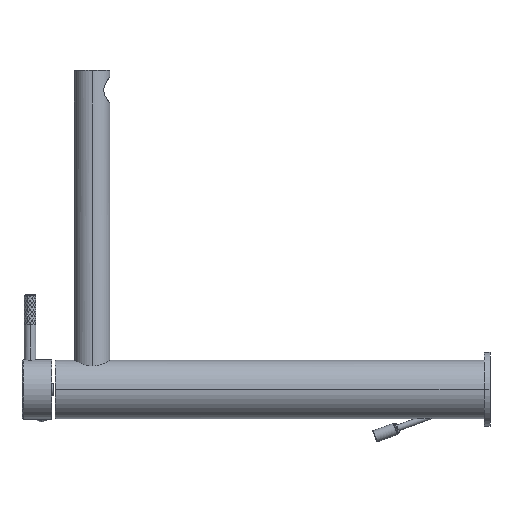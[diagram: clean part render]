
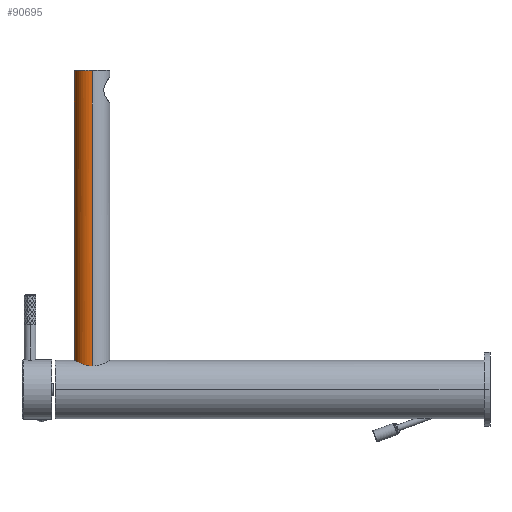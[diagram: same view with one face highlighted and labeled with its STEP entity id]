
A CAD part, left-side view. The second image highlights one B-rep face of the part: STEP entity #90695.
In plain terms, the highlighted cylindrical face has radius 12 mm (diameter 24 mm), a partial arc.
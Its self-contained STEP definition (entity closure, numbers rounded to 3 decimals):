
#33328=DIRECTION('',(0.,0.,1.));
#33329=VECTOR('',#33328,199.7);
#33330=CARTESIAN_POINT('',(-12.,265.,15.686));
#33331=LINE('',#33330,#33329);
#33666=DIRECTION('',(0.,0.,1.));
#33667=VECTOR('',#33666,199.7);
#33668=CARTESIAN_POINT('',(12.,265.,15.686));
#33669=LINE('',#33668,#33667);
#33675=CARTESIAN_POINT('',(12.,265.,15.686));
#33676=CARTESIAN_POINT('',(12.,265.125,15.686));
#33677=CARTESIAN_POINT('',(11.996,265.375,15.689));
#33678=CARTESIAN_POINT('',(11.978,265.751,15.703));
#33679=CARTESIAN_POINT('',(11.949,266.127,15.725));
#33680=CARTESIAN_POINT('',(11.907,266.504,15.757));
#33681=CARTESIAN_POINT('',(11.853,266.883,15.797));
#33682=CARTESIAN_POINT('',(11.787,267.263,15.847));
#33683=CARTESIAN_POINT('',(11.707,267.645,15.906));
#33684=CARTESIAN_POINT('',(11.614,268.028,15.975));
#33685=CARTESIAN_POINT('',(11.507,268.414,16.052));
#33686=CARTESIAN_POINT('',(11.385,268.801,16.139));
#33687=CARTESIAN_POINT('',(11.248,269.189,16.235));
#33688=CARTESIAN_POINT('',(11.095,269.578,16.339));
#33689=CARTESIAN_POINT('',(10.926,269.968,16.453));
#33690=CARTESIAN_POINT('',(10.741,270.356,16.574));
#33691=CARTESIAN_POINT('',(10.539,270.743,16.703));
#33692=CARTESIAN_POINT('',(10.321,271.127,16.839));
#33693=CARTESIAN_POINT('',(10.086,271.507,16.981));
#33694=CARTESIAN_POINT('',(9.835,271.881,17.128));
#33695=CARTESIAN_POINT('',(9.568,272.248,17.279));
#33696=CARTESIAN_POINT('',(9.286,272.605,17.432));
#33697=CARTESIAN_POINT('',(8.99,272.953,17.586));
#33698=CARTESIAN_POINT('',(8.681,273.29,17.741));
#33699=CARTESIAN_POINT('',(8.359,273.613,17.895));
#33700=CARTESIAN_POINT('',(8.027,273.924,18.046));
#33701=CARTESIAN_POINT('',(7.686,274.22,18.195));
#33702=CARTESIAN_POINT('',(7.335,274.501,18.339));
#33703=CARTESIAN_POINT('',(6.977,274.767,18.478));
#33704=CARTESIAN_POINT('',(6.613,275.017,18.611));
#33705=CARTESIAN_POINT('',(6.243,275.251,18.739));
#33706=CARTESIAN_POINT('',(5.868,275.47,18.86));
#33707=CARTESIAN_POINT('',(5.489,275.674,18.973));
#33708=CARTESIAN_POINT('',(5.107,275.862,19.08));
#33709=CARTESIAN_POINT('',(4.721,276.035,19.179));
#33710=CARTESIAN_POINT('',(4.334,276.193,19.27));
#33711=CARTESIAN_POINT('',(3.945,276.336,19.353));
#33712=CARTESIAN_POINT('',(3.554,276.464,19.429));
#33713=CARTESIAN_POINT('',(3.161,276.578,19.497));
#33714=CARTESIAN_POINT('',(2.768,276.679,19.556));
#33715=CARTESIAN_POINT('',(2.374,276.765,19.608));
#33716=CARTESIAN_POINT('',(1.979,276.838,19.652));
#33717=CARTESIAN_POINT('',(1.585,276.897,19.688));
#33718=CARTESIAN_POINT('',(1.189,276.943,19.715));
#33719=CARTESIAN_POINT('',(0.793,276.976,
19.735));
#33720=CARTESIAN_POINT('',(0.396,276.996,
19.747));
#33721=CARTESIAN_POINT('',(0.,277.002,
19.751));
#33722=CARTESIAN_POINT('',(-0.396,276.996,
19.747));
#33723=CARTESIAN_POINT('',(-0.793,276.976,
19.735));
#33724=CARTESIAN_POINT('',(-1.189,276.943,
19.715));
#33725=CARTESIAN_POINT('',(-1.585,276.897,
19.688));
#33726=CARTESIAN_POINT('',(-1.979,276.838,
19.652));
#33727=CARTESIAN_POINT('',(-2.374,276.765,
19.608));
#33728=CARTESIAN_POINT('',(-2.768,276.679,
19.556));
#33729=CARTESIAN_POINT('',(-3.161,276.578,
19.497));
#33730=CARTESIAN_POINT('',(-3.554,276.464,
19.429));
#33731=CARTESIAN_POINT('',(-3.945,276.336,
19.353));
#33732=CARTESIAN_POINT('',(-4.334,276.193,
19.27));
#33733=CARTESIAN_POINT('',(-4.721,276.035,
19.179));
#33734=CARTESIAN_POINT('',(-5.107,275.862,
19.08));
#33735=CARTESIAN_POINT('',(-5.489,275.674,
18.973));
#33736=CARTESIAN_POINT('',(-5.868,275.47,
18.86));
#33737=CARTESIAN_POINT('',(-6.243,275.251,
18.739));
#33738=CARTESIAN_POINT('',(-6.613,275.017,
18.611));
#33739=CARTESIAN_POINT('',(-6.977,274.766,
18.478));
#33740=CARTESIAN_POINT('',(-7.335,274.501,
18.339));
#33741=CARTESIAN_POINT('',(-7.686,274.219,
18.195));
#33742=CARTESIAN_POINT('',(-8.027,273.924,
18.046));
#33743=CARTESIAN_POINT('',(-8.359,273.613,
17.895));
#33744=CARTESIAN_POINT('',(-8.681,273.29,
17.741));
#33745=CARTESIAN_POINT('',(-8.99,272.953,
17.586));
#33746=CARTESIAN_POINT('',(-9.286,272.605,
17.432));
#33747=CARTESIAN_POINT('',(-9.568,272.248,
17.279));
#33748=CARTESIAN_POINT('',(-9.835,271.881,
17.128));
#33749=CARTESIAN_POINT('',(-10.086,271.507,
16.981));
#33750=CARTESIAN_POINT('',(-10.321,271.127,
16.839));
#33751=CARTESIAN_POINT('',(-10.539,270.743,
16.703));
#33752=CARTESIAN_POINT('',(-10.741,270.356,
16.574));
#33753=CARTESIAN_POINT('',(-10.926,269.968,
16.453));
#33754=CARTESIAN_POINT('',(-11.095,269.578,
16.339));
#33755=CARTESIAN_POINT('',(-11.248,269.189,
16.235));
#33756=CARTESIAN_POINT('',(-11.385,268.801,
16.139));
#33757=CARTESIAN_POINT('',(-11.507,268.414,
16.052));
#33758=CARTESIAN_POINT('',(-11.614,268.028,
15.975));
#33759=CARTESIAN_POINT('',(-11.707,267.645,
15.906));
#33760=CARTESIAN_POINT('',(-11.787,267.263,
15.847));
#33761=CARTESIAN_POINT('',(-11.853,266.883,
15.797));
#33762=CARTESIAN_POINT('',(-11.907,266.504,
15.757));
#33763=CARTESIAN_POINT('',(-11.949,266.127,
15.725));
#33764=CARTESIAN_POINT('',(-11.978,265.751,
15.703));
#33765=CARTESIAN_POINT('',(-11.996,265.375,
15.689));
#33766=CARTESIAN_POINT('',(-12.,265.125,15.686));
#33767=CARTESIAN_POINT('',(-12.,265.,15.686));
#41166=CARTESIAN_POINT('',(0.,265.,215.386));
#41167=DIRECTION('',(0.,0.,-1.));
#41168=DIRECTION('',(-1.,0.,0.));
#41169=AXIS2_PLACEMENT_3D('',#41166,#41167,#41168);
#49739=CARTESIAN_POINT('',(12.,265.,215.386));
#49741=VERTEX_POINT('',#49739);
#49743=CARTESIAN_POINT('',(-12.,265.,215.386));
#49744=VERTEX_POINT('',#49743);
#49753=VERTEX_POINT('',#33675);
#49754=VERTEX_POINT('',#33767);
#90682=CARTESIAN_POINT('',(0.,265.,15.686));
#90683=DIRECTION('',(0.,0.,1.));
#90684=DIRECTION('',(1.,0.,0.));
#90685=AXIS2_PLACEMENT_3D('',#90682,#90683,#90684);
#90686=CYLINDRICAL_SURFACE('',#90685,12.);
#90688=ORIENTED_EDGE('',*,*,#90687,.F.);
#90689=ORIENTED_EDGE('',*,*,#90649,.T.);
#90691=ORIENTED_EDGE('',*,*,#90690,.F.);
#90692=ORIENTED_EDGE('',*,*,#90643,.F.);
#90693=EDGE_LOOP('',(#90688,#90689,#90691,#90692));
#90694=FACE_OUTER_BOUND('',#90693,.F.);
#90695=ADVANCED_FACE('',(#90694),#90686,.T.);
#33768=B_SPLINE_CURVE_WITH_KNOTS('',3,(#33675,#33676,#33677,#33678,#33679,
#33680,#33681,#33682,#33683,#33684,#33685,#33686,#33687,#33688,#33689,#33690,
#33691,#33692,#33693,#33694,#33695,#33696,#33697,#33698,#33699,#33700,#33701,
#33702,#33703,#33704,#33705,#33706,#33707,#33708,#33709,#33710,#33711,#33712,
#33713,#33714,#33715,#33716,#33717,#33718,#33719,#33720,#33721,#33722,#33723,
#33724,#33725,#33726,#33727,#33728,#33729,#33730,#33731,#33732,#33733,#33734,
#33735,#33736,#33737,#33738,#33739,#33740,#33741,#33742,#33743,#33744,#33745,
#33746,#33747,#33748,#33749,#33750,#33751,#33752,#33753,#33754,#33755,#33756,
#33757,#33758,#33759,#33760,#33761,#33762,#33763,#33764,#33765,#33766,#33767),
.UNSPECIFIED.,.F.,.F.,(4,1,1,1,1,1,1,1,1,1,1,1,1,1,1,1,1,1,1,1,1,1,1,1,1,1,1,1,
1,1,1,1,1,1,1,1,1,1,1,1,1,1,1,1,1,1,1,1,1,1,1,1,1,1,1,1,1,1,1,1,1,1,1,1,1,1,1,1,
1,1,1,1,1,1,1,1,1,1,1,1,1,1,1,1,1,1,1,1,1,1,4),(0.,0.011,
0.022,0.033,0.044,0.056,
0.067,0.078,0.089,0.1,0.111,
0.122,0.133,0.144,0.156,
0.167,0.178,0.189,0.2,0.211,
0.222,0.233,0.244,0.256,
0.267,0.278,0.289,0.3,0.311,
0.322,0.333,0.344,0.356,
0.367,0.378,0.389,0.4,0.411,
0.422,0.433,0.444,0.456,
0.467,0.478,0.489,0.5,0.511,
0.522,0.533,0.544,0.556,
0.567,0.578,0.589,0.6,0.611,
0.622,0.633,0.644,0.656,
0.667,0.678,0.689,0.7,0.711,
0.722,0.733,0.744,0.756,
0.767,0.778,0.789,0.8,0.811,
0.822,0.833,0.844,0.856,
0.867,0.878,0.889,0.9,0.911,
0.922,0.933,0.944,0.956,
0.967,0.978,0.989,1.),.UNSPECIFIED.);
#41170=CIRCLE('',#41169,12.);
#90643=EDGE_CURVE('',#49754,#49744,#33331,.T.);
#90649=EDGE_CURVE('',#49753,#49741,#33669,.T.);
#90687=EDGE_CURVE('',#49753,#49754,#33768,.T.);
#90690=EDGE_CURVE('',#49744,#49741,#41170,.T.);
